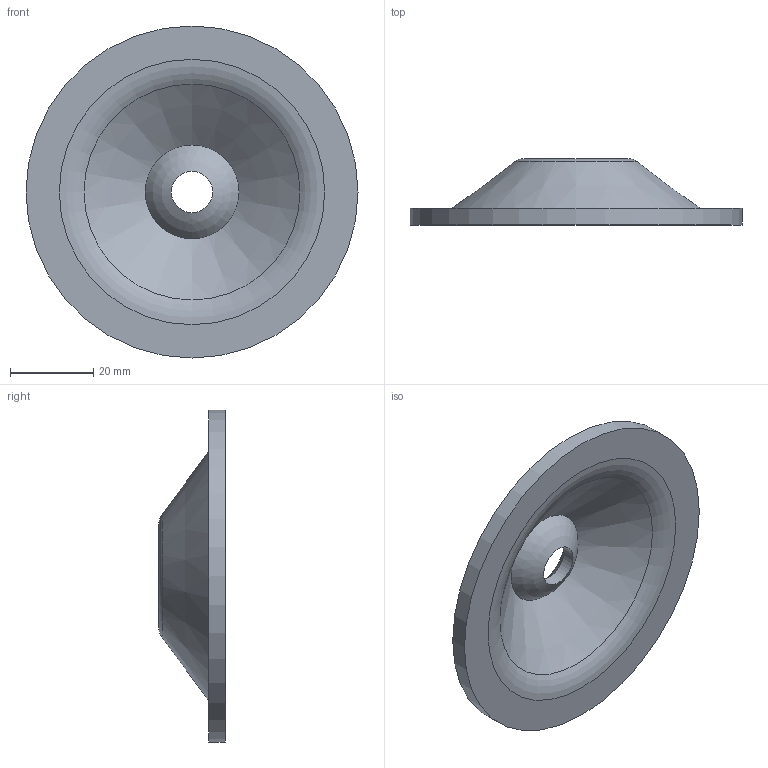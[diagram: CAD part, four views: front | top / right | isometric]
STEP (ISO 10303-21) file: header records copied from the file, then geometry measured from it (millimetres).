
FILE_DESCRIPTION( ( 'STEP AP214' ), '1' );
FILE_NAME( 'K0672.10802.stp', '2020-12-09T11:05:00', ( '' ), ( '' ), ' ', 'PARTsolutions', ' ' );
FILE_SCHEMA( ( 'AUTOMOTIVE_DESIGN { 1 0 10303 214 1 1 1 1 }' ) );
Length unit declared in the file: millimetre
Products named in the file (1): _K0672.10802
Bounding box: 80 x 16 x 80 mm (x, y, z)
Volume: 21576.3 mm3; surface area: 12218.2 mm2
Topology: 1 solids, 1 shells, 12 faces, 21 edges, 12 vertices
Faces by surface type: torus 3, plane 3, cylinder 2, sphere 2, cone 2
Full cylindrical faces by diameter (mm): 10 x1, 80 x1
Entity records: 360 total; most frequent: DIRECTION 50, CARTESIAN_POINT 37, AXIS2_PLACEMENT_3D 25, EDGE_LOOP 24, ORIENTED_EDGE 24, FACE_OUTER_BOUND 19, STYLED_ITEM 12, PRESENTATION_STYLE_ASSIGNMENT 12
